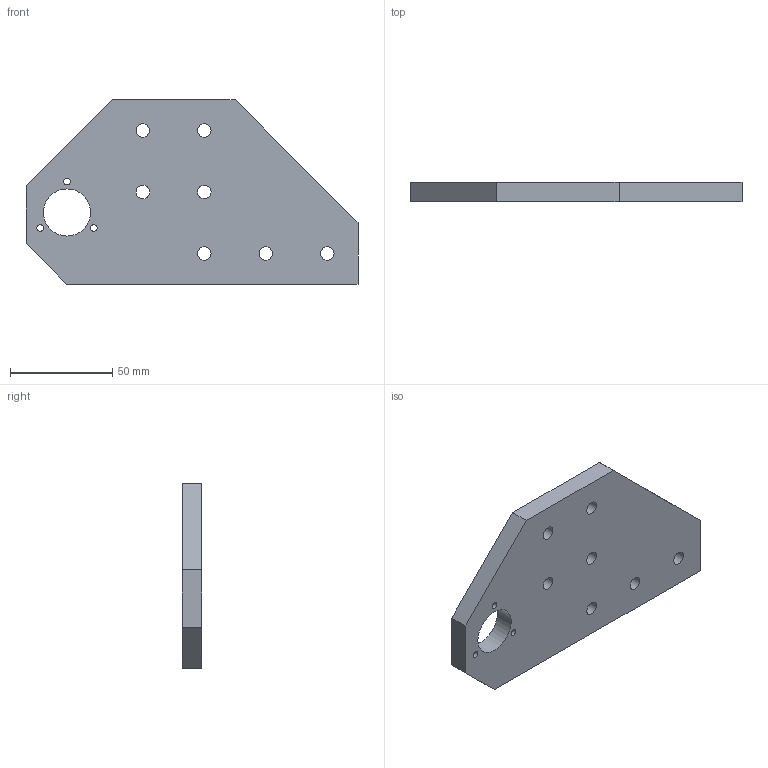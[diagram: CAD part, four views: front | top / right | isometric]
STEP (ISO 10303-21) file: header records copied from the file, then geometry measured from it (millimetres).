
FILE_DESCRIPTION(/* description */ (''),/* implementation_level */ '2;1');
FILE_NAME(/* name */ 'StageCornerFlatPlate.stp',/* time_stamp */ '2018-09-22T21:07:04-04:00',/* author */ ('Justine Haupt'),/* organization */ (''),/* preprocessor_version */ 'ST-DEVELOPER v15.6',/* originating_system */ 'Autodesk Inventor 2015',/* authorisation */ '');
FILE_SCHEMA (('AUTOMOTIVE_DESIGN { 1 0 10303 214 3 1 1 }'));
Length unit declared in the file: millimetre
Products named in the file (1): StageCornerFlatPlate
Bounding box: 162 x 9.53 x 90 mm (x, y, z)
Volume: 104949.1 mm3; surface area: 28518.2 mm2
Topology: 1 solids, 1 shells, 20 faces, 64 edges, 46 vertices
Faces by surface type: cylinder 11, plane 9
Full cylindrical faces by diameter (mm): 3.242 x3, 6.6 x7, 23 x1
Entity records: 653 total; most frequent: DIRECTION 107, CARTESIAN_POINT 100, ORIENTED_EDGE 86, EDGE_LOOP 53, EDGE_CURVE 43, AXIS2_PLACEMENT_3D 43, VERTEX_POINT 36, FACE_BOUND 33
